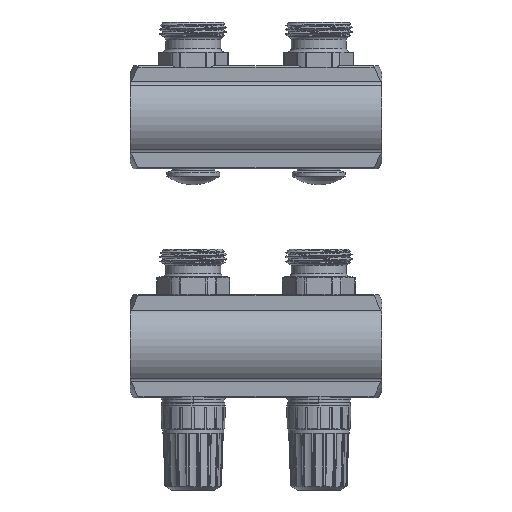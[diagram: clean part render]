
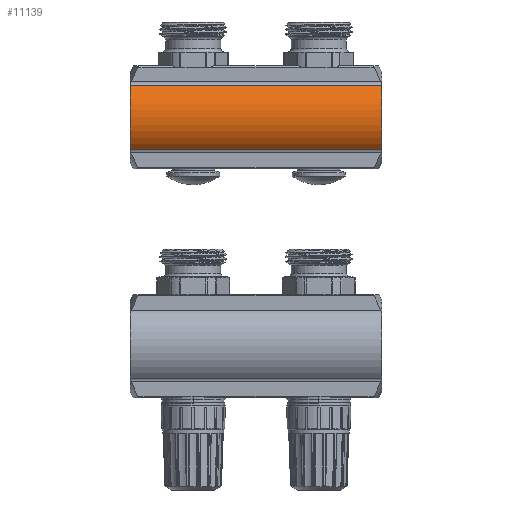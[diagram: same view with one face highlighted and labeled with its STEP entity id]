
A CAD part, front view. The second image highlights one B-rep face of the part: STEP entity #11139.
In plain terms, the highlighted cylindrical face has radius 18.25 mm (diameter 36.5 mm), a partial arc.
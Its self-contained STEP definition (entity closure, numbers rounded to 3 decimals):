
#11=CARTESIAN_POINT('',(-50.,0.,0.));
#12=DIRECTION('',(1.,0.,0.));
#13=DIRECTION('',(0.,-0.716,0.698));
#14=AXIS2_PLACEMENT_3D('',#11,#12,#13);
#16=CARTESIAN_POINT('',(-50.,0.,0.));
#17=DIRECTION('',(1.,0.,0.));
#18=DIRECTION('',(0.,-1.,0.));
#19=AXIS2_PLACEMENT_3D('',#16,#17,#18);
#159=DIRECTION('',(-1.,0.,0.));
#160=VECTOR('',#159,100.);
#161=CARTESIAN_POINT('',(50.,-13.068,12.739));
#162=LINE('',#161,#160);
#202=CARTESIAN_POINT('',(50.,0.,0.));
#203=DIRECTION('',(-1.,0.,0.));
#204=DIRECTION('',(0.,-0.716,-0.698));
#205=AXIS2_PLACEMENT_3D('',#202,#203,#204);
#207=CARTESIAN_POINT('',(50.,0.,0.));
#208=DIRECTION('',(-1.,0.,0.));
#209=DIRECTION('',(0.,-1.,0.));
#210=AXIS2_PLACEMENT_3D('',#207,#208,#209);
#4961=DIRECTION('',(-1.,0.,0.));
#4962=VECTOR('',#4961,100.);
#4963=CARTESIAN_POINT('',(50.,-13.068,-12.739));
#4964=LINE('',#4963,#4962);
#4969=CARTESIAN_POINT('',(-50.,-13.068,12.739));
#4970=VERTEX_POINT('',#4969);
#4971=CARTESIAN_POINT('',(-50.,-18.25,0.));
#4972=VERTEX_POINT('',#4971);
#4973=CARTESIAN_POINT('',(-50.,-13.068,-12.739));
#4974=VERTEX_POINT('',#4973);
#5009=CARTESIAN_POINT('',(50.,-13.068,12.739));
#5010=VERTEX_POINT('',#5009);
#5019=CARTESIAN_POINT('',(50.,-13.068,-12.739));
#5020=VERTEX_POINT('',#5019);
#5021=CARTESIAN_POINT('',(50.,-18.25,0.));
#5022=VERTEX_POINT('',#5021);
#11126=CARTESIAN_POINT('',(-50.,0.,0.));
#11127=DIRECTION('',(1.,0.,0.));
#11128=DIRECTION('',(0.,-1.,0.));
#11129=AXIS2_PLACEMENT_3D('',#11126,#11127,#11128);
#11130=CYLINDRICAL_SURFACE('',#11129,18.25);
#11131=ORIENTED_EDGE('',*,*,#5657,.T.);
#11132=ORIENTED_EDGE('',*,*,#5415,.F.);
#11133=ORIENTED_EDGE('',*,*,#5413,.F.);
#11134=ORIENTED_EDGE('',*,*,#5514,.F.);
#11135=ORIENTED_EDGE('',*,*,#5542,.F.);
#11136=ORIENTED_EDGE('',*,*,#5540,.F.);
#11137=EDGE_LOOP('',(#11131,#11132,#11133,#11134,#11135,#11136));
#11138=FACE_OUTER_BOUND('',#11137,.F.);
#11139=ADVANCED_FACE('',(#11138),#11130,.T.);
#15=CIRCLE('',#14,18.25);
#20=CIRCLE('',#19,18.25);
#206=CIRCLE('',#205,18.25);
#211=CIRCLE('',#210,18.25);
#5413=EDGE_CURVE('',#4970,#4972,#15,.T.);
#5415=EDGE_CURVE('',#4972,#4974,#20,.T.);
#5514=EDGE_CURVE('',#5010,#4970,#162,.T.);
#5540=EDGE_CURVE('',#5020,#5022,#206,.T.);
#5542=EDGE_CURVE('',#5022,#5010,#211,.T.);
#5657=EDGE_CURVE('',#5020,#4974,#4964,.T.);
